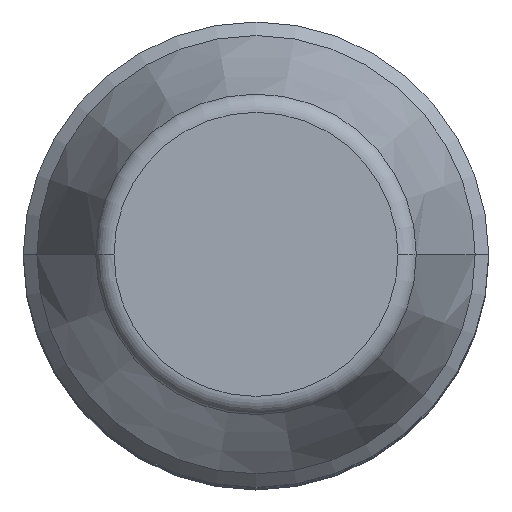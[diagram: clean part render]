
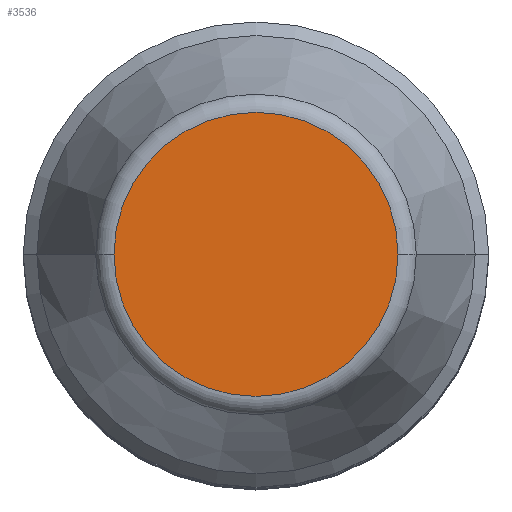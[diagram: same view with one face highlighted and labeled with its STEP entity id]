
A CAD part, top view. The second image highlights one B-rep face of the part: STEP entity #3536.
In plain terms, the highlighted planar face has unit normal (0, 0, 1).
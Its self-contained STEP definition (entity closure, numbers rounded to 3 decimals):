
#195=CARTESIAN_POINT('',(0.,0.,34.8));
#196=DIRECTION('',(0.,0.,-1.));
#197=DIRECTION('',(1.,0.,0.));
#198=AXIS2_PLACEMENT_3D('',#195,#196,#197);
#200=CARTESIAN_POINT('',(0.,0.,34.8));
#201=DIRECTION('',(0.,0.,-1.));
#202=DIRECTION('',(-1.,0.,0.));
#203=AXIS2_PLACEMENT_3D('',#200,#201,#202);
#2875=CARTESIAN_POINT('',(3.662,0.,34.8));
#2876=VERTEX_POINT('',#2875);
#2877=CARTESIAN_POINT('',(-3.662,0.,34.8));
#2878=VERTEX_POINT('',#2877);
#3527=CARTESIAN_POINT('',(0.,0.,34.8));
#3528=DIRECTION('',(0.,0.,-1.));
#3529=DIRECTION('',(1.,0.,0.));
#3530=AXIS2_PLACEMENT_3D('',#3527,#3528,#3529);
#3531=PLANE('',#3530);
#3532=ORIENTED_EDGE('',*,*,#3521,.T.);
#3533=ORIENTED_EDGE('',*,*,#3506,.T.);
#3534=EDGE_LOOP('',(#3532,#3533));
#3535=FACE_OUTER_BOUND('',#3534,.F.);
#3536=ADVANCED_FACE('',(#3535),#3531,.F.);
#199=CIRCLE('',#198,3.662);
#204=CIRCLE('',#203,3.662);
#3506=EDGE_CURVE('',#2878,#2876,#204,.T.);
#3521=EDGE_CURVE('',#2876,#2878,#199,.T.);
